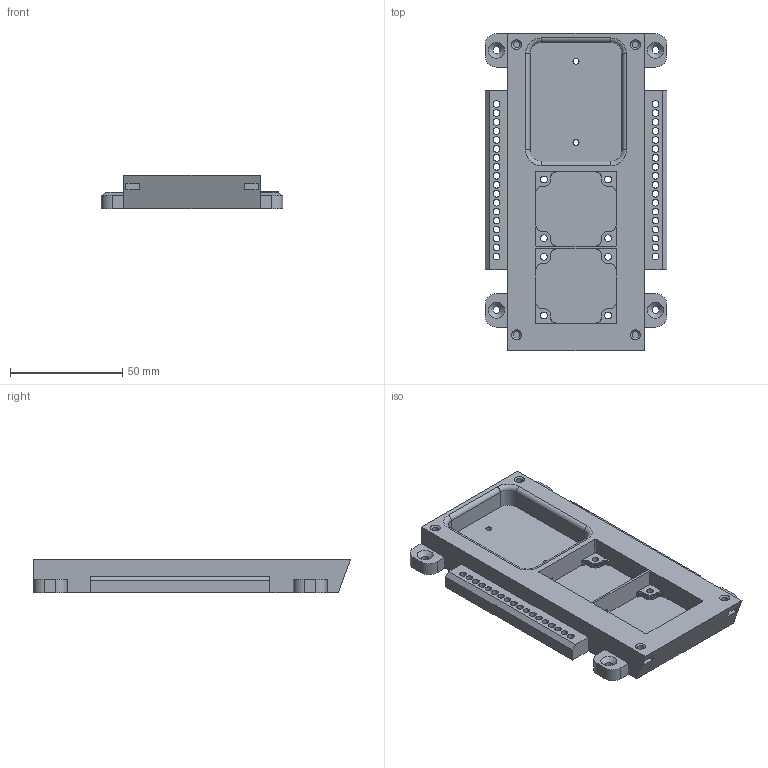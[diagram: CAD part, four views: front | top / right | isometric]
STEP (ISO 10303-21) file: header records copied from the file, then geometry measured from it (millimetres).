
FILE_DESCRIPTION(('STEP AP203'), '1');
FILE_NAME('CurcitBody', '', ('UNSPECIFIED'), ('UNSPECIFIED'), 'C3D Converter', 'C3D Toolkit', '');
FILE_SCHEMA(('CONFIG_CONTROL_DESIGN'));
Length unit declared in the file: millimetre
Bounding box: 81 x 141.5 x 15 mm (x, y, z)
Volume: 92674.7 mm3; surface area: 35579 mm2
Topology: 1 solids, 1 shells, 528 faces, 1605 edges, 1062 vertices
Faces by surface type: plane 422, cylinder 82, cone 20, torus 4
Full cylindrical faces by diameter (mm): 2.7 x2, 3 x52, 3.2 x4
Entity records: 17687 total; most frequent: CARTESIAN_POINT 3338, ORIENTED_EDGE 3062, DIRECTION 2777, EDGE_CURVE 1531, LINE 1199, VECTOR 1199, VERTEX_POINT 1062, AXIS2_PLACEMENT_3D 789
